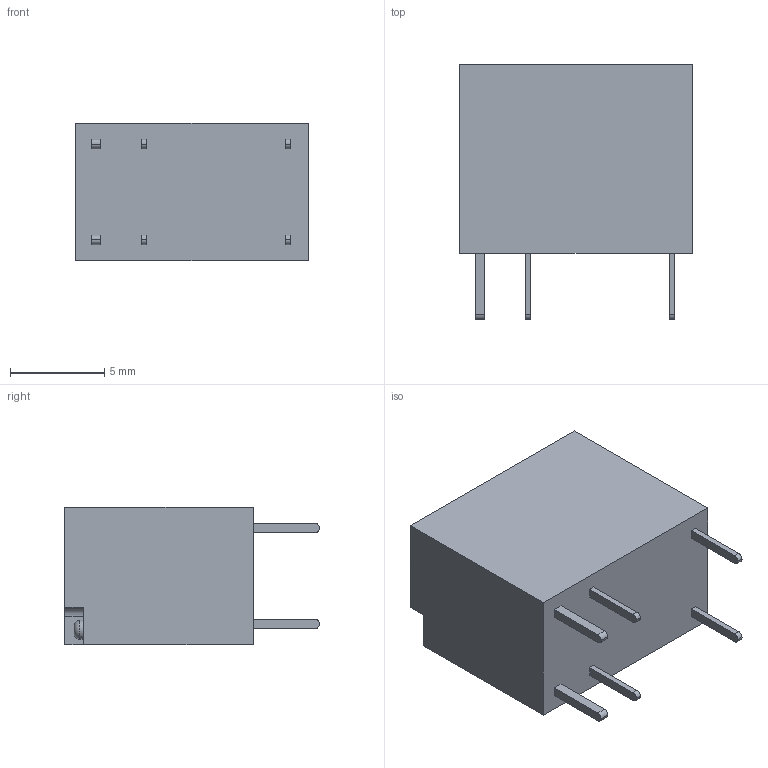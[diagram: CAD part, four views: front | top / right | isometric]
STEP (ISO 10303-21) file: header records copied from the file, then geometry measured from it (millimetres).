
FILE_DESCRIPTION (( 'STEP AP214' ), '1' );
FILE_NAME ('User Library-G5V-1-1.STEP', '2020-06-17T15:18:29', ( '' ), ( '' ), 'SwSTEP 2.0', 'SolidWorks 2019', '' );
FILE_SCHEMA (( 'AUTOMOTIVE_DESIGN' ));
Length unit declared in the file: millimetre
Products named in the file (1): User Library-G5V-1-1
Bounding box: 12.3 x 13.5 x 7.3 mm (x, y, z)
Volume: 897.8 mm3; surface area: 612.3 mm2
Topology: 1 solids, 1 shells, 163 faces, 421 edges, 280 vertices
Faces by surface type: plane 108, bspline 38, cylinder 15, torus 2
Entity records: 8720 total; most frequent: CARTESIAN_POINT 3527, ORIENTED_EDGE 842, DIRECTION 631, EDGE_CURVE 421, LINE 311, VECTOR 311, VERTEX_POINT 280, EDGE_LOOP 183
